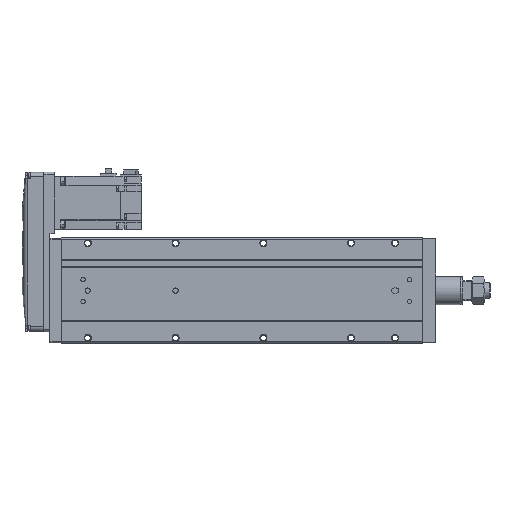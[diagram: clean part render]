
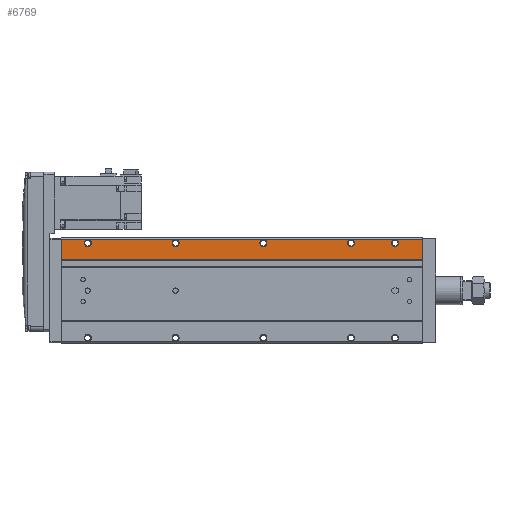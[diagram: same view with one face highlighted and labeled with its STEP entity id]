
A CAD part, front view. The second image highlights one B-rep face of the part: STEP entity #6769.
In plain terms, the highlighted planar face has unit normal (0, -1, 0).
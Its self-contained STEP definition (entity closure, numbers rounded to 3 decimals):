
#17 = VERTEX_POINT ( 'NONE', #6485 ) ;
#93 = CARTESIAN_POINT ( 'NONE',  ( 330., 0., 58. ) ) ;
#118 = CARTESIAN_POINT ( 'NONE',  ( 411., 0., 58.5 ) ) ;
#449 = CARTESIAN_POINT ( 'NONE',  ( 130., 0., 54. ) ) ;
#529 = AXIS2_PLACEMENT_3D ( 'NONE', #20568, #27661, #14512 ) ;
#562 = VECTOR ( 'NONE', #27127, 1000. ) ;
#662 = VECTOR ( 'NONE', #14001, 1000. ) ;
#809 = CIRCLE ( 'NONE', #28920, 4. ) ;
#970 = VERTEX_POINT ( 'NONE', #21936 ) ;
#978 = CIRCLE ( 'NONE', #8389, 4. ) ;
#1192 = LINE ( 'NONE', #17717, #562 ) ;
#1200 = AXIS2_PLACEMENT_3D ( 'NONE', #19844, #15522, #3790 ) ;
#1420 = ORIENTED_EDGE ( 'NONE', *, *, #26215, .F. ) ;
#1718 = CIRCLE ( 'NONE', #11599, 4. ) ;
#1973 = VERTEX_POINT ( 'NONE', #14682 ) ;
#2292 = EDGE_LOOP ( 'NONE', ( #24852, #30471 ) ) ;
#2717 = VERTEX_POINT ( 'NONE', #21131 ) ;
#2745 = FACE_BOUND ( 'NONE', #27281, .T. ) ;
#2773 = CARTESIAN_POINT ( 'NONE',  ( 230., 0., 58. ) ) ;
#2894 = CARTESIAN_POINT ( 'NONE',  ( 411., 0., 58.5 ) ) ;
#3284 = EDGE_LOOP ( 'NONE', ( #22376, #5731 ) ) ;
#3387 = EDGE_CURVE ( 'NONE', #24255, #12433, #12019, .T. ) ;
#3742 = AXIS2_PLACEMENT_3D ( 'NONE', #27770, #4618, #14019 ) ;
#3790 = DIRECTION ( 'NONE',  ( 0., 0., -1. ) ) ;
#3954 = EDGE_CURVE ( 'NONE', #12433, #24255, #15494, .T. ) ;
#4618 = DIRECTION ( 'NONE',  ( 0., -1., 0. ) ) ;
#5157 = CARTESIAN_POINT ( 'NONE',  ( 330., 0., 54. ) ) ;
#5397 = DIRECTION ( 'NONE',  ( 0., -1., 0. ) ) ;
#5731 = ORIENTED_EDGE ( 'NONE', *, *, #13479, .F. ) ;
#6232 = ORIENTED_EDGE ( 'NONE', *, *, #11082, .F. ) ;
#6485 = CARTESIAN_POINT ( 'NONE',  ( 380., 0., 58. ) ) ;
#6550 = DIRECTION ( 'NONE',  ( 0., 0., -1. ) ) ;
#6769 = ADVANCED_FACE ( 'NONE', ( #23749, #7242, #2745, #7534, #26353, #12010 ), #24041, .F. ) ;
#6844 = DIRECTION ( 'NONE',  ( 0., 0., -1. ) ) ;
#6964 = VERTEX_POINT ( 'NONE', #29576 ) ;
#7242 = FACE_BOUND ( 'NONE', #22172, .T. ) ;
#7373 = EDGE_CURVE ( 'NONE', #2717, #6964, #20428, .T. ) ;
#7534 = FACE_BOUND ( 'NONE', #19042, .T. ) ;
#8219 = EDGE_CURVE ( 'NONE', #26705, #10125, #16321, .T. ) ;
#8389 = AXIS2_PLACEMENT_3D ( 'NONE', #27704, #8861, #6550 ) ;
#8442 = DIRECTION ( 'NONE',  ( 0., -1., 0. ) ) ;
#8645 = CARTESIAN_POINT ( 'NONE',  ( 30., 0., 50. ) ) ;
#8861 = DIRECTION ( 'NONE',  ( 0., -1., 0. ) ) ;
#8925 = DIRECTION ( 'NONE',  ( 0., 0., -1. ) ) ;
#8950 = VERTEX_POINT ( 'NONE', #24276 ) ;
#9081 = AXIS2_PLACEMENT_3D ( 'NONE', #2894, #14187, #9551 ) ;
#9142 = ORIENTED_EDGE ( 'NONE', *, *, #18232, .T. ) ;
#9545 = DIRECTION ( 'NONE',  ( 0., 0., -1. ) ) ;
#9551 = DIRECTION ( 'NONE',  ( 1., 0., 0. ) ) ;
#9560 = AXIS2_PLACEMENT_3D ( 'NONE', #11348, #25229, #13342 ) ;
#9885 = DIRECTION ( 'NONE',  ( 0., -1., 0. ) ) ;
#10125 = VERTEX_POINT ( 'NONE', #28963 ) ;
#11006 = VERTEX_POINT ( 'NONE', #11257 ) ;
#11082 = EDGE_CURVE ( 'NONE', #17, #970, #17542, .T. ) ;
#11151 = AXIS2_PLACEMENT_3D ( 'NONE', #449, #9885, #19009 ) ;
#11257 = CARTESIAN_POINT ( 'NONE',  ( 0., 0., 58.5 ) ) ;
#11280 = EDGE_CURVE ( 'NONE', #17850, #1973, #21987, .T. ) ;
#11348 = CARTESIAN_POINT ( 'NONE',  ( 230., 0., 54. ) ) ;
#11403 = LINE ( 'NONE', #18356, #19984 ) ;
#11556 = AXIS2_PLACEMENT_3D ( 'NONE', #12505, #5397, #28859 ) ;
#11599 = AXIS2_PLACEMENT_3D ( 'NONE', #19040, #21340, #6844 ) ;
#11622 = VERTEX_POINT ( 'NONE', #93 ) ;
#12010 = FACE_BOUND ( 'NONE', #2292, .T. ) ;
#12019 = CIRCLE ( 'NONE', #9560, 4. ) ;
#12433 = VERTEX_POINT ( 'NONE', #2773 ) ;
#12478 = ORIENTED_EDGE ( 'NONE', *, *, #29198, .F. ) ;
#12505 = CARTESIAN_POINT ( 'NONE',  ( 230., 0., 54. ) ) ;
#12870 = DIRECTION ( 'NONE',  ( 0., 0., -1. ) ) ;
#13342 = DIRECTION ( 'NONE',  ( 0., 0., -1. ) ) ;
#13479 = EDGE_CURVE ( 'NONE', #11622, #26416, #15821, .T. ) ;
#14001 = DIRECTION ( 'NONE',  ( -1., 0., 0. ) ) ;
#14019 = DIRECTION ( 'NONE',  ( 0., 0., -1. ) ) ;
#14187 = DIRECTION ( 'NONE',  ( 0., 1., 0. ) ) ;
#14512 = DIRECTION ( 'NONE',  ( 0., 0., -1. ) ) ;
#14682 = CARTESIAN_POINT ( 'NONE',  ( 30., 0., 58. ) ) ;
#15494 = CIRCLE ( 'NONE', #11556, 4. ) ;
#15522 = DIRECTION ( 'NONE',  ( 0., -1., 0. ) ) ;
#15821 = CIRCLE ( 'NONE', #529, 4. ) ;
#16116 = EDGE_CURVE ( 'NONE', #6964, #2717, #18559, .T. ) ;
#16321 = LINE ( 'NONE', #24841, #662 ) ;
#16558 = CARTESIAN_POINT ( 'NONE',  ( 230., 0., 50. ) ) ;
#17542 = CIRCLE ( 'NONE', #3742, 4. ) ;
#17717 = CARTESIAN_POINT ( 'NONE',  ( 411., 0., 58.5 ) ) ;
#17850 = VERTEX_POINT ( 'NONE', #8645 ) ;
#18147 = ORIENTED_EDGE ( 'NONE', *, *, #27144, .F. ) ;
#18232 = EDGE_CURVE ( 'NONE', #11006, #10125, #11403, .T. ) ;
#18356 = CARTESIAN_POINT ( 'NONE',  ( 0., 0., 58.5 ) ) ;
#18559 = CIRCLE ( 'NONE', #11151, 4. ) ;
#19009 = DIRECTION ( 'NONE',  ( 0., 0., -1. ) ) ;
#19040 = CARTESIAN_POINT ( 'NONE',  ( 30., 0., 54. ) ) ;
#19042 = EDGE_LOOP ( 'NONE', ( #12478, #6232 ) ) ;
#19415 = LINE ( 'NONE', #118, #23161 ) ;
#19844 = CARTESIAN_POINT ( 'NONE',  ( 130., 0., 54. ) ) ;
#19872 = DIRECTION ( 'NONE',  ( 0., 0., -1. ) ) ;
#19984 = VECTOR ( 'NONE', #8925, 1000. ) ;
#20027 = CARTESIAN_POINT ( 'NONE',  ( 30., 0., 54. ) ) ;
#20428 = CIRCLE ( 'NONE', #1200, 4. ) ;
#20568 = CARTESIAN_POINT ( 'NONE',  ( 330., 0., 54. ) ) ;
#21131 = CARTESIAN_POINT ( 'NONE',  ( 130., 0., 58. ) ) ;
#21306 = CARTESIAN_POINT ( 'NONE',  ( 411., 0., 35. ) ) ;
#21340 = DIRECTION ( 'NONE',  ( 0., -1., 0. ) ) ;
#21468 = ORIENTED_EDGE ( 'NONE', *, *, #30499, .T. ) ;
#21936 = CARTESIAN_POINT ( 'NONE',  ( 380., 0., 50. ) ) ;
#21987 = CIRCLE ( 'NONE', #24944, 4. ) ;
#22172 = EDGE_LOOP ( 'NONE', ( #25174, #1420 ) ) ;
#22376 = ORIENTED_EDGE ( 'NONE', *, *, #22709, .F. ) ;
#22709 = EDGE_CURVE ( 'NONE', #26416, #11622, #809, .T. ) ;
#23053 = ORIENTED_EDGE ( 'NONE', *, *, #8219, .F. ) ;
#23161 = VECTOR ( 'NONE', #9545, 1000. ) ;
#23749 = FACE_OUTER_BOUND ( 'NONE', #27792, .T. ) ;
#24041 = PLANE ( 'NONE',  #9081 ) ;
#24255 = VERTEX_POINT ( 'NONE', #16558 ) ;
#24276 = CARTESIAN_POINT ( 'NONE',  ( 411., 0., 58.5 ) ) ;
#24287 = DIRECTION ( 'NONE',  ( 0., -1., 0. ) ) ;
#24725 = CARTESIAN_POINT ( 'NONE',  ( 330., 0., 50. ) ) ;
#24841 = CARTESIAN_POINT ( 'NONE',  ( 411., 0., 35. ) ) ;
#24852 = ORIENTED_EDGE ( 'NONE', *, *, #3387, .F. ) ;
#24944 = AXIS2_PLACEMENT_3D ( 'NONE', #20027, #8442, #19872 ) ;
#25153 = ORIENTED_EDGE ( 'NONE', *, *, #7373, .F. ) ;
#25174 = ORIENTED_EDGE ( 'NONE', *, *, #11280, .F. ) ;
#25229 = DIRECTION ( 'NONE',  ( 0., -1., 0. ) ) ;
#26215 = EDGE_CURVE ( 'NONE', #1973, #17850, #1718, .T. ) ;
#26353 = FACE_BOUND ( 'NONE', #3284, .T. ) ;
#26416 = VERTEX_POINT ( 'NONE', #24725 ) ;
#26705 = VERTEX_POINT ( 'NONE', #21306 ) ;
#26864 = ORIENTED_EDGE ( 'NONE', *, *, #16116, .F. ) ;
#27127 = DIRECTION ( 'NONE',  ( -1., 0., 0. ) ) ;
#27144 = EDGE_CURVE ( 'NONE', #8950, #26705, #19415, .T. ) ;
#27281 = EDGE_LOOP ( 'NONE', ( #26864, #25153 ) ) ;
#27661 = DIRECTION ( 'NONE',  ( 0., -1., 0. ) ) ;
#27704 = CARTESIAN_POINT ( 'NONE',  ( 380., 0., 54. ) ) ;
#27770 = CARTESIAN_POINT ( 'NONE',  ( 380., 0., 54. ) ) ;
#27792 = EDGE_LOOP ( 'NONE', ( #9142, #23053, #18147, #21468 ) ) ;
#28859 = DIRECTION ( 'NONE',  ( 0., 0., -1. ) ) ;
#28920 = AXIS2_PLACEMENT_3D ( 'NONE', #5157, #24287, #12870 ) ;
#28963 = CARTESIAN_POINT ( 'NONE',  ( 0., 0., 35. ) ) ;
#29198 = EDGE_CURVE ( 'NONE', #970, #17, #978, .T. ) ;
#29576 = CARTESIAN_POINT ( 'NONE',  ( 130., 0., 50. ) ) ;
#30471 = ORIENTED_EDGE ( 'NONE', *, *, #3954, .F. ) ;
#30499 = EDGE_CURVE ( 'NONE', #8950, #11006, #1192, .T. ) ;
